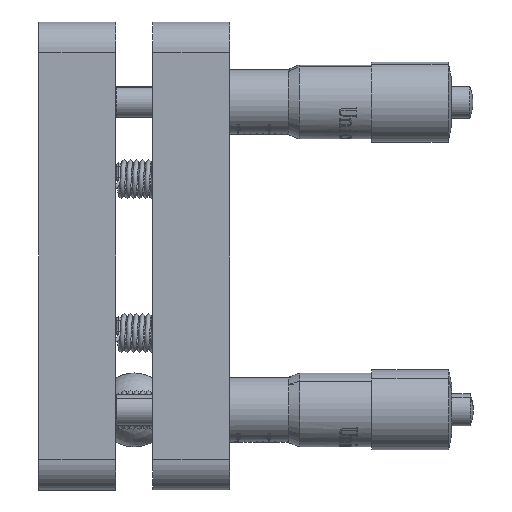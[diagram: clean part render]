
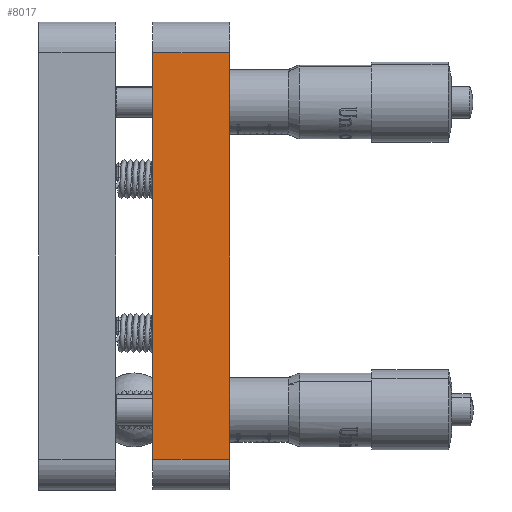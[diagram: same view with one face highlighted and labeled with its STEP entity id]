
A CAD part, left-side view. The second image highlights one B-rep face of the part: STEP entity #8017.
In plain terms, the highlighted planar face has unit normal (-1, 0, 0).
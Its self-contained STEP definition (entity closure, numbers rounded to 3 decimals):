
#1592 = EDGE_LOOP ( 'NONE', ( #63238, #49188, #58360, #49737 ) ) ;
#1743 = PLANE ( 'NONE',  #62638 ) ;
#5371 = DIRECTION ( 'NONE',  ( 0., 1., 0. ) ) ;
#6196 = EDGE_CURVE ( 'NONE', #17350, #61183, #20150, .T. ) ;
#6349 = CARTESIAN_POINT ( 'NONE',  ( -63.5, -12.5, 33. ) ) ;
#7457 = CARTESIAN_POINT ( 'NONE',  ( -63.5, 0., 33. ) ) ;
#8017 = ADVANCED_FACE ( 'NONE', ( #57497 ), #1743, .T. ) ;
#9394 = VERTEX_POINT ( 'NONE', #70680 ) ;
#9694 = CARTESIAN_POINT ( 'NONE',  ( -63.5, 0., -33. ) ) ;
#11867 = DIRECTION ( 'NONE',  ( 0., 0., 1. ) ) ;
#12695 = CARTESIAN_POINT ( 'NONE',  ( -63.5, -12.5, -33. ) ) ;
#12834 = LINE ( 'NONE', #55552, #71697 ) ;
#13574 = LINE ( 'NONE', #28261, #25988 ) ;
#17187 = VECTOR ( 'NONE', #46666, 1000. ) ;
#17350 = VERTEX_POINT ( 'NONE', #12695 ) ;
#20150 = LINE ( 'NONE', #28481, #64710 ) ;
#24648 = CARTESIAN_POINT ( 'NONE',  ( -63.5, -12.5, 33. ) ) ;
#25988 = VECTOR ( 'NONE', #11867, 1000. ) ;
#28261 = CARTESIAN_POINT ( 'NONE',  ( -63.5, 0., 33. ) ) ;
#28481 = CARTESIAN_POINT ( 'NONE',  ( -63.5, -12.5, -33. ) ) ;
#30377 = DIRECTION ( 'NONE',  ( 0., 0., 1. ) ) ;
#36081 = EDGE_CURVE ( 'NONE', #61183, #64091, #13574, .T. ) ;
#46666 = DIRECTION ( 'NONE',  ( 0., 1., 0. ) ) ;
#49188 = ORIENTED_EDGE ( 'NONE', *, *, #6196, .F. ) ;
#49737 = ORIENTED_EDGE ( 'NONE', *, *, #56818, .T. ) ;
#54834 = EDGE_CURVE ( 'NONE', #17350, #9394, #12834, .T. ) ;
#55044 = DIRECTION ( 'NONE',  ( 0., 0., 1. ) ) ;
#55552 = CARTESIAN_POINT ( 'NONE',  ( -63.5, -12.5, 33. ) ) ;
#56818 = EDGE_CURVE ( 'NONE', #9394, #64091, #71627, .T. ) ;
#57497 = FACE_OUTER_BOUND ( 'NONE', #1592, .T. ) ;
#58360 = ORIENTED_EDGE ( 'NONE', *, *, #54834, .T. ) ;
#61183 = VERTEX_POINT ( 'NONE', #9694 ) ;
#62638 = AXIS2_PLACEMENT_3D ( 'NONE', #24648, #64530, #30377 ) ;
#63238 = ORIENTED_EDGE ( 'NONE', *, *, #36081, .F. ) ;
#64091 = VERTEX_POINT ( 'NONE', #7457 ) ;
#64530 = DIRECTION ( 'NONE',  ( -1., 0., 0. ) ) ;
#64710 = VECTOR ( 'NONE', #5371, 1000. ) ;
#70680 = CARTESIAN_POINT ( 'NONE',  ( -63.5, -12.5, 33. ) ) ;
#71627 = LINE ( 'NONE', #6349, #17187 ) ;
#71697 = VECTOR ( 'NONE', #55044, 1000. ) ;
